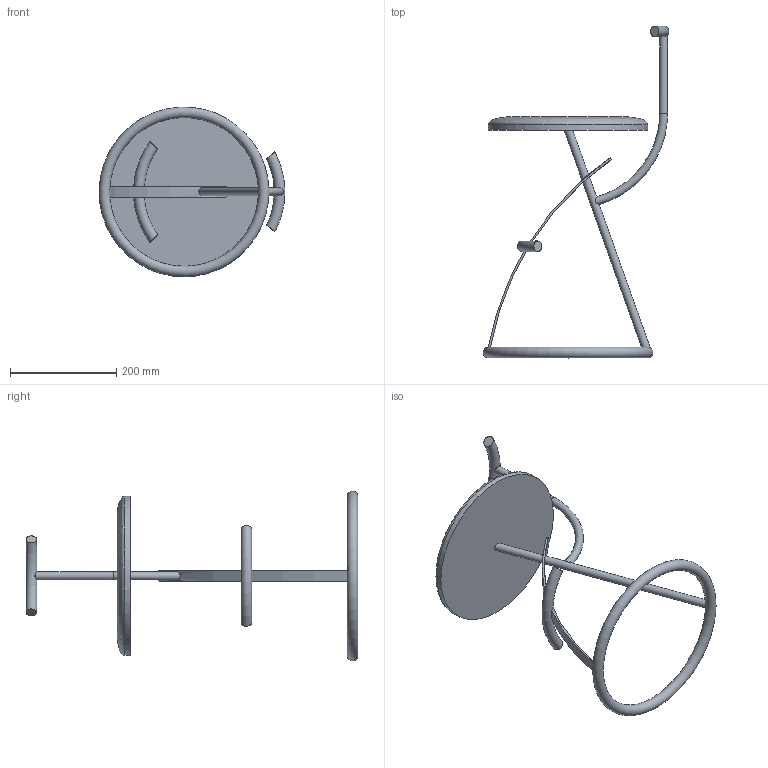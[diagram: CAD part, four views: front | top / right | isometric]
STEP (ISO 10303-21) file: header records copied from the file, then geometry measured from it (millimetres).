
FILE_DESCRIPTION(('FreeCAD Model'),'2;1');
FILE_NAME('Open CASCADE Shape Model','2025-04-27T21:59:20',('FreeCAD'),( 'FreeCAD'),'Open CASCADE STEP processor 7.6','FreeCAD','Unknown');
FILE_SCHEMA(('AUTOMOTIVE_DESIGN { 1 0 10303 214 1 1 1 1 }'));
Length unit declared in the file: millimetre
Products named in the file (1): Open CASCADE STEP translator 7.6 1
Bounding box: 349.86 x 624.99 x 319.63 mm (x, y, z)
Volume: 2241390.9 mm3; surface area: 294163.4 mm2
Topology: 1 solids, 1 shells, 25 faces, 58 edges, 39 vertices
Faces by surface type: plane 11, cylinder 9, torus 4, bspline 1
Full cylindrical faces by diameter (mm): 15 x3, 300 x1
Entity records: 2303 total; most frequent: CARTESIAN_POINT 1786, ORIENTED_EDGE 116, DIRECTION 80, EDGE_CURVE 58, VERTEX_POINT 39, AXIS2_PLACEMENT_3D 37, B_SPLINE_CURVE_WITH_KNOTS 34, FACE_BOUND 33
